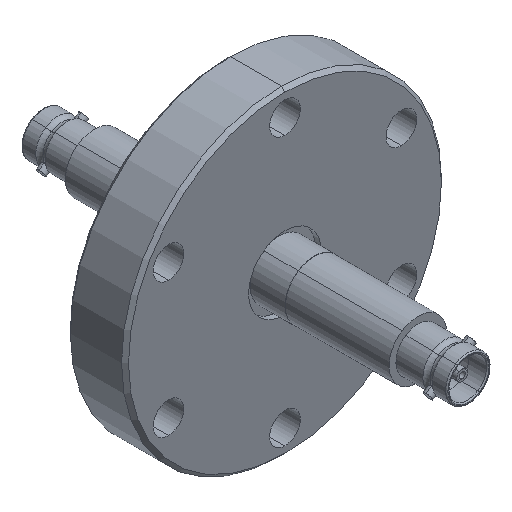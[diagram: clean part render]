
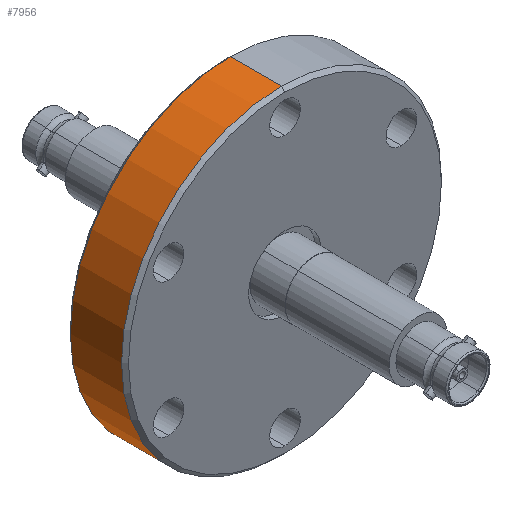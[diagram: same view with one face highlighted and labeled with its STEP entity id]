
A CAD part, isometric view. The second image highlights one B-rep face of the part: STEP entity #7956.
In plain terms, the highlighted cylindrical face has radius 34.925 mm (diameter 69.85 mm), a partial arc.
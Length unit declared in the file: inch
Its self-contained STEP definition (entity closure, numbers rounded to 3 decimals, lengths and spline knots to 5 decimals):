
#191 = EDGE_LOOP ( 'NONE', ( #1019, #1039, #981, #8283 ) ) ;
#345 = VERTEX_POINT ( 'NONE', #6693 ) ;
#666 = CARTESIAN_POINT ( 'NONE',  ( 0., 0., 0. ) ) ;
#668 = DIRECTION ( 'NONE',  ( 0., 1., 0. ) ) ;
#681 = DIRECTION ( 'NONE',  ( 0., 0., 1. ) ) ;
#955 = VERTEX_POINT ( 'NONE', #10002 ) ;
#981 = ORIENTED_EDGE ( 'NONE', *, *, #5326, .T. ) ;
#1019 = ORIENTED_EDGE ( 'NONE', *, *, #5329, .F. ) ;
#1039 = ORIENTED_EDGE ( 'NONE', *, *, #5335, .T. ) ;
#1178 = VERTEX_POINT ( 'NONE', #9980 ) ;
#1179 = VERTEX_POINT ( 'NONE', #9977 ) ;
#3766 = DIRECTION ( 'NONE',  ( 0., 0., 1. ) ) ;
#3767 = DIRECTION ( 'NONE',  ( 0., 1., 0. ) ) ;
#3768 = CARTESIAN_POINT ( 'NONE',  ( 0., -0.70312, 0. ) ) ;
#3845 = DIRECTION ( 'NONE',  ( 0., 0., 1. ) ) ;
#3846 = DIRECTION ( 'NONE',  ( 0., 1., 0. ) ) ;
#3847 = CARTESIAN_POINT ( 'NONE',  ( 0., -1.14312, 0. ) ) ;
#3874 = DIRECTION ( 'NONE',  ( 0., 1., 0. ) ) ;
#3875 = CARTESIAN_POINT ( 'NONE',  ( 0., 0., -1.375 ) ) ;
#3882 = CARTESIAN_POINT ( 'NONE',  ( 0., 0., 1.375 ) ) ;
#3936 = DIRECTION ( 'NONE',  ( 0., 1., 0. ) ) ;
#5080 = FACE_OUTER_BOUND ( 'NONE', #191, .T. ) ;
#5081 = CYLINDRICAL_SURFACE ( 'NONE', #9623, 1.375 ) ;
#5326 = EDGE_CURVE ( 'NONE', #955, #1178, #6198, .T. ) ;
#5329 = EDGE_CURVE ( 'NONE', #1179, #345, #6192, .T. ) ;
#5335 = EDGE_CURVE ( 'NONE', #1179, #955, #6185, .T. ) ;
#5349 = EDGE_CURVE ( 'NONE', #345, #1178, #6166, .T. ) ;
#6166 = CIRCLE ( 'NONE', #9409, 1.375 ) ;
#6185 = CIRCLE ( 'NONE', #9400, 1.375 ) ;
#6190 = VECTOR ( 'NONE', #3874, 39.37008 ) ;
#6192 = LINE ( 'NONE', #3875, #6190 ) ;
#6194 = VECTOR ( 'NONE', #3936, 39.37008 ) ;
#6198 = LINE ( 'NONE', #3882, #6194 ) ;
#6693 = CARTESIAN_POINT ( 'NONE',  ( 0., -0.70312, -1.375 ) ) ;
#7956 = ADVANCED_FACE ( 'NONE', ( #5080 ), #5081, .T. ) ;
#8283 = ORIENTED_EDGE ( 'NONE', *, *, #5349, .F. ) ;
#9400 = AXIS2_PLACEMENT_3D ( 'NONE', #3847, #3846, #3845 ) ;
#9409 = AXIS2_PLACEMENT_3D ( 'NONE', #3768, #3767, #3766 ) ;
#9623 = AXIS2_PLACEMENT_3D ( 'NONE', #666, #668, #681 ) ;
#9977 = CARTESIAN_POINT ( 'NONE',  ( 0., -1.14312, -1.375 ) ) ;
#9980 = CARTESIAN_POINT ( 'NONE',  ( 0., -0.70312, 1.375 ) ) ;
#10002 = CARTESIAN_POINT ( 'NONE',  ( 0., -1.14312, 1.375 ) ) ;
